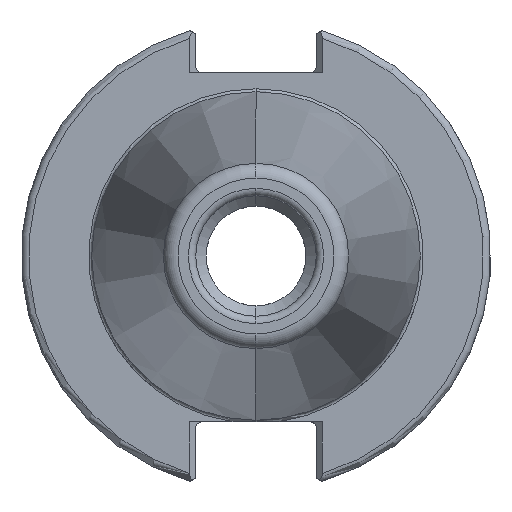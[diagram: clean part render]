
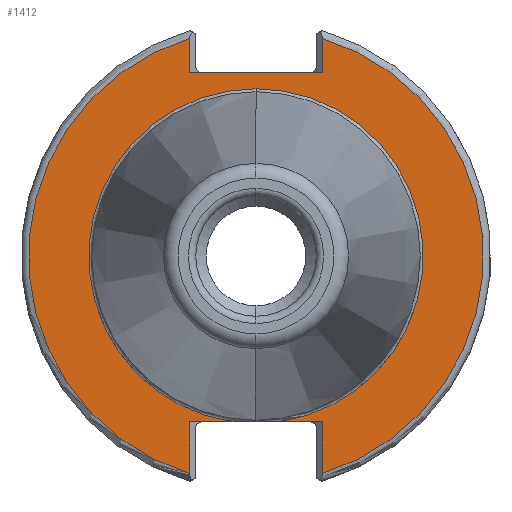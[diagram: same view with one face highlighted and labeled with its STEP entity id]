
A CAD part, left-side view. The second image highlights one B-rep face of the part: STEP entity #1412.
In plain terms, the highlighted planar face has unit normal (-1, 0, 0).
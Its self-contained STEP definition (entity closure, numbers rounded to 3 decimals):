
#52 = CARTESIAN_POINT ( 'NONE',  ( -98.42, 8.99, 0. ) ) ;
#130 = CARTESIAN_POINT ( 'NONE',  ( -98.42, 0., 0. ) ) ;
#133 = VECTOR ( 'NONE', #2655, 1000. ) ;
#275 = VERTEX_POINT ( 'NONE', #2161 ) ;
#278 = AXIS2_PLACEMENT_3D ( 'NONE', #130, #2930, #857 ) ;
#303 = CIRCLE ( 'NONE', #4480, 30.775 ) ;
#437 = CARTESIAN_POINT ( 'NONE',  ( -98.42, 0., 0. ) ) ;
#443 = CARTESIAN_POINT ( 'NONE',  ( -98.42, 8.99, 24.8 ) ) ;
#496 = VERTEX_POINT ( 'NONE', #4016 ) ;
#502 = EDGE_CURVE ( 'NONE', #4330, #275, #2495, .T. ) ;
#599 = EDGE_CURVE ( 'NONE', #275, #1568, #303, .T. ) ;
#601 = DIRECTION ( 'NONE',  ( 0., 0., 1. ) ) ;
#685 = VERTEX_POINT ( 'NONE', #1784 ) ;
#752 = EDGE_CURVE ( 'NONE', #1568, #1375, #2541, .T. ) ;
#786 = EDGE_CURVE ( 'NONE', #1375, #3980, #4223, .T. ) ;
#804 = DIRECTION ( 'NONE',  ( 0., 0., -1. ) ) ;
#857 = DIRECTION ( 'NONE',  ( 0., 0., -1. ) ) ;
#984 = VECTOR ( 'NONE', #3161, 1000. ) ;
#1075 = EDGE_CURVE ( 'NONE', #2438, #1930, #1097, .T. ) ;
#1097 = LINE ( 'NONE', #3001, #133 ) ;
#1114 = CARTESIAN_POINT ( 'NONE',  ( -98.42, -8.19, 24.8 ) ) ;
#1165 = EDGE_CURVE ( 'NONE', #496, #3980, #2829, .T. ) ;
#1171 = CARTESIAN_POINT ( 'NONE',  ( -98.42, 8.99, -22.41 ) ) ;
#1200 = AXIS2_PLACEMENT_3D ( 'NONE', #437, #2879, #804 ) ;
#1260 = ORIENTED_EDGE ( 'NONE', *, *, #1306, .T. ) ;
#1265 = ORIENTED_EDGE ( 'NONE', *, *, #1630, .F. ) ;
#1306 = EDGE_CURVE ( 'NONE', #1930, #2325, #1369, .T. ) ;
#1336 = EDGE_CURVE ( 'NONE', #2325, #685, #4073, .T. ) ;
#1355 = CARTESIAN_POINT ( 'NONE',  ( -98.42, 0., 0. ) ) ;
#1361 = ORIENTED_EDGE ( 'NONE', *, *, #752, .T. ) ;
#1369 = LINE ( 'NONE', #2159, #2185 ) ;
#1375 = VERTEX_POINT ( 'NONE', #1171 ) ;
#1384 = CARTESIAN_POINT ( 'NONE',  ( -98.42, 0., 0. ) ) ;
#1404 = CARTESIAN_POINT ( 'NONE',  ( -98.42, 0., 0. ) ) ;
#1412 = ADVANCED_FACE ( 'NONE', ( #4446 ), #2580, .F. ) ;
#1426 = VECTOR ( 'NONE', #4072, 1000. ) ;
#1467 = DIRECTION ( 'NONE',  ( 0., 0., -1. ) ) ;
#1517 = EDGE_CURVE ( 'NONE', #685, #3357, #4131, .T. ) ;
#1531 = EDGE_CURVE ( 'NONE', #2438, #496, #2332, .T. ) ;
#1568 = VERTEX_POINT ( 'NONE', #4139 ) ;
#1624 = CARTESIAN_POINT ( 'NONE',  ( -98.42, -8.99, 24.8 ) ) ;
#1630 = EDGE_CURVE ( 'NONE', #4330, #3357, #3702, .T. ) ;
#1708 = DIRECTION ( 'NONE',  ( 0., 0., 1. ) ) ;
#1723 = DIRECTION ( 'NONE',  ( 0., 0., 1. ) ) ;
#1754 = DIRECTION ( 'NONE',  ( 0., 0., -1. ) ) ;
#1784 = CARTESIAN_POINT ( 'NONE',  ( -98.42, -8.99, 29.433 ) ) ;
#1930 = VERTEX_POINT ( 'NONE', #4381 ) ;
#1995 = CARTESIAN_POINT ( 'NONE',  ( -98.42, 3.112, -22.41 ) ) ;
#2159 = CARTESIAN_POINT ( 'NONE',  ( -98.42, -8.99, 0. ) ) ;
#2161 = CARTESIAN_POINT ( 'NONE',  ( -98.42, 8.99, 29.433 ) ) ;
#2170 = DIRECTION ( 'NONE',  ( 0., 0., 1. ) ) ;
#2185 = VECTOR ( 'NONE', #1467, 1000. ) ;
#2201 = AXIS2_PLACEMENT_3D ( 'NONE', #1355, #3741, #1708 ) ;
#2325 = VERTEX_POINT ( 'NONE', #2989 ) ;
#2332 = CIRCLE ( 'NONE', #2912, 22.625 ) ;
#2438 = VERTEX_POINT ( 'NONE', #3413 ) ;
#2495 = LINE ( 'NONE', #3700, #2590 ) ;
#2541 = LINE ( 'NONE', #52, #3434 ) ;
#2580 = PLANE ( 'NONE',  #278 ) ;
#2582 = DIRECTION ( 'NONE',  ( 0., -1., 0. ) ) ;
#2590 = VECTOR ( 'NONE', #601, 1000. ) ;
#2655 = DIRECTION ( 'NONE',  ( 0., -1., 0. ) ) ;
#2732 = CARTESIAN_POINT ( 'NONE',  ( -98.42, -8.99, 24.8 ) ) ;
#2829 = CIRCLE ( 'NONE', #2201, 22.625 ) ;
#2879 = DIRECTION ( 'NONE',  ( -1., 0., 0. ) ) ;
#2912 = AXIS2_PLACEMENT_3D ( 'NONE', #1384, #3758, #1723 ) ;
#2930 = DIRECTION ( 'NONE',  ( 1., 0., 0. ) ) ;
#2978 = ORIENTED_EDGE ( 'NONE', *, *, #1075, .T. ) ;
#2989 = CARTESIAN_POINT ( 'NONE',  ( -98.42, -8.99, -29.433 ) ) ;
#3001 = CARTESIAN_POINT ( 'NONE',  ( -98.42, -8.19, -22.41 ) ) ;
#3161 = DIRECTION ( 'NONE',  ( 0., -1., 0. ) ) ;
#3247 = ORIENTED_EDGE ( 'NONE', *, *, #1517, .T. ) ;
#3250 = CARTESIAN_POINT ( 'NONE',  ( -98.42, -8.19, -22.41 ) ) ;
#3259 = ORIENTED_EDGE ( 'NONE', *, *, #1531, .F. ) ;
#3326 = VECTOR ( 'NONE', #2582, 1000. ) ;
#3357 = VERTEX_POINT ( 'NONE', #2732 ) ;
#3413 = CARTESIAN_POINT ( 'NONE',  ( -98.42, -3.112, -22.41 ) ) ;
#3420 = ORIENTED_EDGE ( 'NONE', *, *, #599, .T. ) ;
#3434 = VECTOR ( 'NONE', #2170, 1000. ) ;
#3511 = ORIENTED_EDGE ( 'NONE', *, *, #502, .T. ) ;
#3622 = ORIENTED_EDGE ( 'NONE', *, *, #786, .T. ) ;
#3700 = CARTESIAN_POINT ( 'NONE',  ( -98.42, 8.99, 30.701 ) ) ;
#3702 = LINE ( 'NONE', #1114, #984 ) ;
#3741 = DIRECTION ( 'NONE',  ( -1., 0., 0. ) ) ;
#3758 = DIRECTION ( 'NONE',  ( -1., 0., 0. ) ) ;
#3784 = DIRECTION ( 'NONE',  ( -1., 0., 0. ) ) ;
#3980 = VERTEX_POINT ( 'NONE', #1995 ) ;
#4016 = CARTESIAN_POINT ( 'NONE',  ( -98.42, 0., 22.625 ) ) ;
#4072 = DIRECTION ( 'NONE',  ( 0., 0., -1. ) ) ;
#4073 = CIRCLE ( 'NONE', #1200, 30.775 ) ;
#4110 = ORIENTED_EDGE ( 'NONE', *, *, #1165, .F. ) ;
#4131 = LINE ( 'NONE', #1624, #1426 ) ;
#4139 = CARTESIAN_POINT ( 'NONE',  ( -98.42, 8.99, -29.433 ) ) ;
#4153 = EDGE_LOOP ( 'NONE', ( #3511, #3420, #1361, #3622, #4110, #3259, #2978, #1260, #4236, #3247, #1265 ) ) ;
#4223 = LINE ( 'NONE', #3250, #3326 ) ;
#4236 = ORIENTED_EDGE ( 'NONE', *, *, #1336, .T. ) ;
#4330 = VERTEX_POINT ( 'NONE', #443 ) ;
#4381 = CARTESIAN_POINT ( 'NONE',  ( -98.42, -8.99, -22.41 ) ) ;
#4446 = FACE_OUTER_BOUND ( 'NONE', #4153, .T. ) ;
#4480 = AXIS2_PLACEMENT_3D ( 'NONE', #1404, #3784, #1754 ) ;
